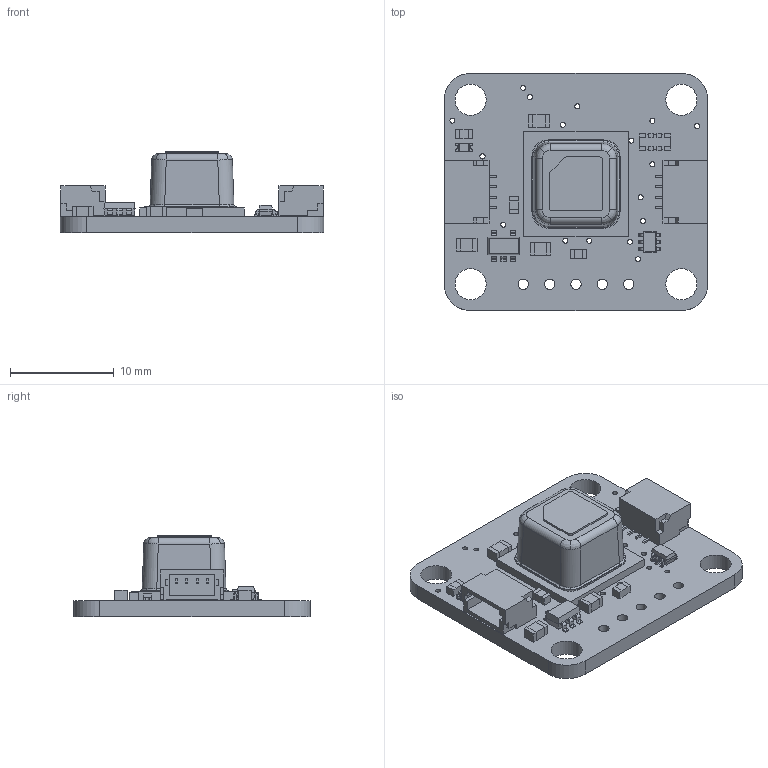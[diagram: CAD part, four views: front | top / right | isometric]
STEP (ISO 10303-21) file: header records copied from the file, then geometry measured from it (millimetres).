
FILE_DESCRIPTION(/* description */ (''),/* implementation_level */ '2;1');
FILE_NAME(/* name */ 'PCB Component.step',/* time_stamp */ '2022-07-28T13:32:36-04:00',/* author */ (''),/* organization */ (''),/* preprocessor_version */ 'ST-DEVELOPER v19',/* originating_system */ 'Autodesk Translation Framework v11.7.0.108',/* authorisation */ '');
FILE_SCHEMA (('AUTOMOTIVE_DESIGN { 1 0 10303 214 3 1 1 }'));
Length unit declared in the file: millimetre
Products named in the file (10): PCB Component; Board; 10uF; AP2112K-3.3; 0.1uF; 10K; BSS138; STEMMA_I2C_QT; GREEN; SCD-41
Assembly tree (14 placements, depth 2):
  PCB Component
    Board
    10uF  x3
    AP2112K-3.3
    0.1uF  x3
    10K
    BSS138
    STEMMA_I2C_QT  x2
    GREEN
    SCD-41
Bounding box: 25.4 x 22.86 x 7.88 mm (x, y, z)
Volume: 1363.6 mm3; surface area: 2200.4 mm2
Topology: 18 solids, 18 shells, 795 faces, 2094 edges, 1374 vertices
Faces by surface type: plane 663, cylinder 112, bspline 20
Full cylindrical faces by diameter (mm): 0.2 x1, 0.483 x15, 0.5 x9, 1 x5, 3 x4
Entity records: 20969 total; most frequent: CARTESIAN_POINT 3780, ORIENTED_EDGE 3412, DIRECTION 3262, EDGE_CURVE 1706, LINE 1442, VECTOR 1442, VERTEX_POINT 1116, AXIS2_PLACEMENT_3D 910
